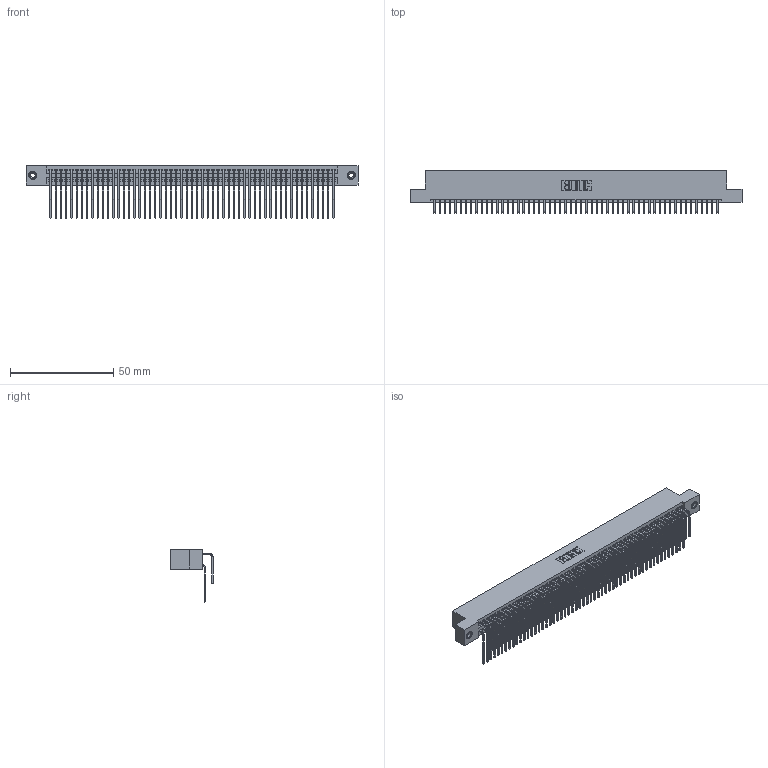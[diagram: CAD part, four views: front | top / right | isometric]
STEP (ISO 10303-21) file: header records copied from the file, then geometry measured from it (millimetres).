
FILE_DESCRIPTION (( 'STEP AP203' ), '1' );
FILE_NAME ('345-110-559-208.STEP', '2019-11-04T18:58:21', ( '' ), ( '' ), 'SwSTEP 2.0', 'SolidWorks 2016', '' );
FILE_SCHEMA (( 'CONFIG_CONTROL_DESIGN' ));
Length unit declared in the file: inch
Products named in the file (5): 345 Part_Flush Mounting Lugs - 0.156 Dia-TI; 345-292-001_559 Tail - 2; 345-292-001_558 559 Tail - 1; 345-110-559-208; 345-250-001_345-250-003-102
Assembly tree (113 placements, depth 2):
  345-110-559-208
    345 Part_Flush Mounting Lugs - 0.156 Dia-TI
    345-292-001_558 559 Tail - 1  x55
    345-292-001_559 Tail - 2  x55
    345-250-001_345-250-003-102  x2
Bounding box: 160.91 x 20.56 x 25.53 mm (x, y, z)
Volume: 16379.6 mm3; surface area: 27460.9 mm2
Topology: 113 solids, 113 shells, 5906 faces, 17527 edges, 11530 vertices
Faces by surface type: plane 3962, cylinder 1928, cone 12, torus 4
Entity records: 44242 total; most frequent: CARTESIAN_POINT 7430, ORIENTED_EDGE 7306, DIRECTION 6535, EDGE_CURVE 3653, LINE 3241, VECTOR 3241, VERTEX_POINT 2428, AXIS2_PLACEMENT_3D 1647
